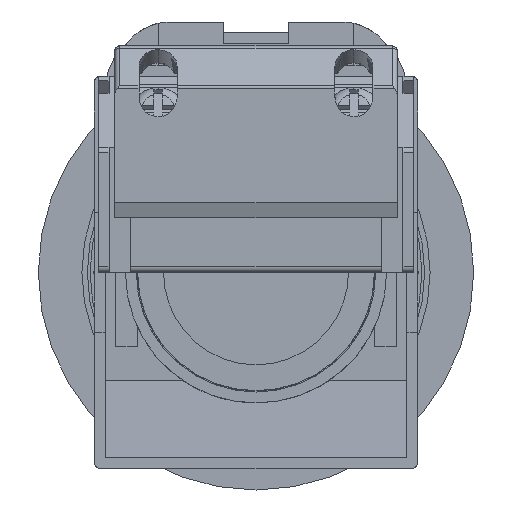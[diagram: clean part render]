
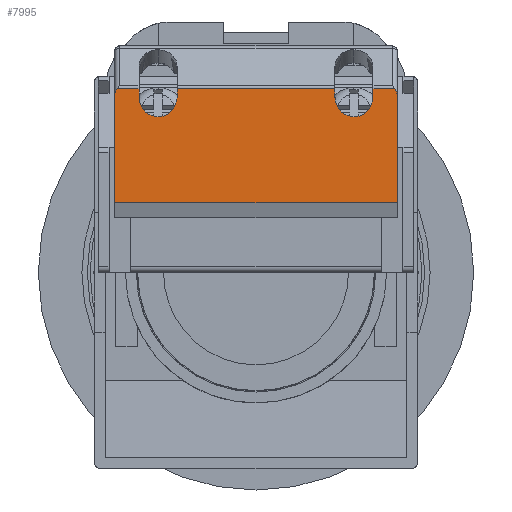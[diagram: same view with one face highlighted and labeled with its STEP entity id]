
A CAD part, front view. The second image highlights one B-rep face of the part: STEP entity #7995.
In plain terms, the highlighted planar face has unit normal (0, -1, 0).
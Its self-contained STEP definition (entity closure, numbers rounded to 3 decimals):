
#28 = CARTESIAN_POINT ( 'NONE',  ( 7.25, -41.5, 6.374 ) ) ;
#41 = LINE ( 'NONE', #3473, #8085 ) ;
#295 = VERTEX_POINT ( 'NONE', #5464 ) ;
#328 = EDGE_CURVE ( 'NONE', #3269, #5474, #9232, .T. ) ;
#345 = VERTEX_POINT ( 'NONE', #847 ) ;
#387 = LINE ( 'NONE', #5020, #8167 ) ;
#414 = CARTESIAN_POINT ( 'NONE',  ( 13., -41.5, 16.86 ) ) ;
#506 = ORIENTED_EDGE ( 'NONE', *, *, #8784, .F. ) ;
#618 = DIRECTION ( 'NONE',  ( 0., 0., 1. ) ) ;
#797 = CARTESIAN_POINT ( 'NONE',  ( 7.25, -41.5, 16.86 ) ) ;
#847 = CARTESIAN_POINT ( 'NONE',  ( -10.75, -41.5, 16.185 ) ) ;
#875 = VERTEX_POINT ( 'NONE', #5515 ) ;
#903 = CARTESIAN_POINT ( 'NONE',  ( 7.25, -41.5, 16.185 ) ) ;
#946 = VERTEX_POINT ( 'NONE', #8713 ) ;
#1001 = CARTESIAN_POINT ( 'NONE',  ( 13., -41.5, 16.86 ) ) ;
#1049 = ORIENTED_EDGE ( 'NONE', *, *, #9238, .T. ) ;
#1214 = CARTESIAN_POINT ( 'NONE',  ( 13., -41.5, 16.039 ) ) ;
#1380 = LINE ( 'NONE', #3142, #5510 ) ;
#1430 = CARTESIAN_POINT ( 'NONE',  ( 13., -41.5, 6.374 ) ) ;
#1483 = EDGE_CURVE ( 'NONE', #5983, #4902, #4927, .T. ) ;
#1485 = ORIENTED_EDGE ( 'NONE', *, *, #3150, .T. ) ;
#1509 = CARTESIAN_POINT ( 'NONE',  ( -12.76, -41.5, 16.86 ) ) ;
#1624 = VECTOR ( 'NONE', #8775, 1000. ) ;
#2038 = EDGE_CURVE ( 'NONE', #3929, #5474, #7349, .T. ) ;
#2226 = CARTESIAN_POINT ( 'NONE',  ( -13., -41.5, 16.382 ) ) ;
#2371 = CARTESIAN_POINT ( 'NONE',  ( 12.76, -41.5, 16.86 ) ) ;
#2379 = ORIENTED_EDGE ( 'NONE', *, *, #6077, .T. ) ;
#2634 = VECTOR ( 'NONE', #4717, 1000. ) ;
#2695 = EDGE_CURVE ( 'NONE', #295, #3929, #41, .T. ) ;
#3142 = CARTESIAN_POINT ( 'NONE',  ( 13., -41.5, 16.86 ) ) ;
#3150 = EDGE_CURVE ( 'NONE', #5983, #4784, #7829, .T. ) ;
#3269 = VERTEX_POINT ( 'NONE', #5987 ) ;
#3419 = DIRECTION ( 'NONE',  ( 0., 0., 1. ) ) ;
#3473 = CARTESIAN_POINT ( 'NONE',  ( 13., -41.5, 6.374 ) ) ;
#3603 = CARTESIAN_POINT ( 'NONE',  ( -7.25, -41.5, 16.185 ) ) ;
#3638 = ORIENTED_EDGE ( 'NONE', *, *, #9468, .F. ) ;
#3698 = PLANE ( 'NONE',  #4241 ) ;
#3826 = CARTESIAN_POINT ( 'NONE',  ( -10.75, -41.5, 16.86 ) ) ;
#3898 = ORIENTED_EDGE ( 'NONE', *, *, #2038, .F. ) ;
#3923 = CARTESIAN_POINT ( 'NONE',  ( -13., -41.5, 6.374 ) ) ;
#3929 = VERTEX_POINT ( 'NONE', #1430 ) ;
#4000 = CARTESIAN_POINT ( 'NONE',  ( 10.75, -41.5, 16.185 ) ) ;
#4093 = CARTESIAN_POINT ( 'NONE',  ( -10.75, -41.5, 6.374 ) ) ;
#4116 = ORIENTED_EDGE ( 'NONE', *, *, #7770, .F. ) ;
#4241 = AXIS2_PLACEMENT_3D ( 'NONE', #7581, #5265, #618 ) ;
#4275 = CARTESIAN_POINT ( 'NONE',  ( 13., -41.5, 16.382 ) ) ;
#4371 = EDGE_CURVE ( 'NONE', #295, #946, #5678, .T. ) ;
#4406 = VECTOR ( 'NONE', #6632, 1000. ) ;
#4701 = DIRECTION ( 'NONE',  ( 0., 0., -1. ) ) ;
#4717 = DIRECTION ( 'NONE',  ( 0., 0., -1. ) ) ;
#4784 = VERTEX_POINT ( 'NONE', #7098 ) ;
#4878 = CARTESIAN_POINT ( 'NONE',  ( 10.75, -41.5, 16.185 ) ) ;
#4902 = VERTEX_POINT ( 'NONE', #903 ) ;
#4927 = LINE ( 'NONE', #28, #2634 ) ;
#5020 = CARTESIAN_POINT ( 'NONE',  ( 10.75, -41.5, 6.374 ) ) ;
#5095 = VECTOR ( 'NONE', #4701, 1000. ) ;
#5106 = DIRECTION ( 'NONE',  ( -1., 0., 0. ) ) ;
#5226 =( BOUNDED_CURVE ( )  B_SPLINE_CURVE ( 3, ( #6694, #6660, #8254, #3603 ),
 .UNSPECIFIED., .F., .F. ) 
 B_SPLINE_CURVE_WITH_KNOTS ( ( 4, 4 ),
 ( 4.712, 7.854 ),
 .UNSPECIFIED. ) 
 CURVE ( )  GEOMETRIC_REPRESENTATION_ITEM ( )  RATIONAL_B_SPLINE_CURVE ( ( 1., 0.333, 0.333, 1. ) ) 
 REPRESENTATION_ITEM ( '' )  );
#5265 = DIRECTION ( 'NONE',  ( 0., 1., 0. ) ) ;
#5278 = VECTOR ( 'NONE', #5106, 1000. ) ;
#5299 = CARTESIAN_POINT ( 'NONE',  ( -12.76, -41.5, 16.86 ) ) ;
#5374 = EDGE_CURVE ( 'NONE', #875, #4784, #5974, .T. ) ;
#5464 = CARTESIAN_POINT ( 'NONE',  ( 13., -41.5, 16.039 ) ) ;
#5474 = VERTEX_POINT ( 'NONE', #6652 ) ;
#5496 = DIRECTION ( 'NONE',  ( -1., 0., 0. ) ) ;
#5510 = VECTOR ( 'NONE', #5496, 1000. ) ;
#5515 = CARTESIAN_POINT ( 'NONE',  ( -7.25, -41.5, 16.185 ) ) ;
#5638 = CARTESIAN_POINT ( 'NONE',  ( 7.25, -41.5, 16.185 ) ) ;
#5678 =( BOUNDED_CURVE ( )  B_SPLINE_CURVE ( 3, ( #1214, #4275, #7011, #2371 ),
 .UNSPECIFIED., .F., .F. ) 
 B_SPLINE_CURVE_WITH_KNOTS ( ( 4, 4 ),
 ( 4.712, 5.736 ),
 .UNSPECIFIED. ) 
 CURVE ( )  GEOMETRIC_REPRESENTATION_ITEM ( )  RATIONAL_B_SPLINE_CURVE ( ( 1., 0.915, 0.915, 1. ) ) 
 REPRESENTATION_ITEM ( '' )  );
#5974 = LINE ( 'NONE', #6510, #9851 ) ;
#5983 = VERTEX_POINT ( 'NONE', #797 ) ;
#5987 = CARTESIAN_POINT ( 'NONE',  ( -13., -41.5, 16.039 ) ) ;
#6077 = EDGE_CURVE ( 'NONE', #946, #6859, #8300, .T. ) ;
#6285 = VECTOR ( 'NONE', #7182, 1000. ) ;
#6415 = CARTESIAN_POINT ( 'NONE',  ( 7.25, -41.5, 12.377 ) ) ;
#6510 = CARTESIAN_POINT ( 'NONE',  ( -7.25, -41.5, 6.374 ) ) ;
#6557 = VERTEX_POINT ( 'NONE', #3826 ) ;
#6600 =( BOUNDED_CURVE ( )  B_SPLINE_CURVE ( 3, ( #5299, #9172, #2226, #7652 ),
 .UNSPECIFIED., .F., .F. ) 
 B_SPLINE_CURVE_WITH_KNOTS ( ( 4, 4 ),
 ( 3.689, 4.712 ),
 .UNSPECIFIED. ) 
 CURVE ( )  GEOMETRIC_REPRESENTATION_ITEM ( )  RATIONAL_B_SPLINE_CURVE ( ( 1., 0.915, 0.915, 1. ) ) 
 REPRESENTATION_ITEM ( '' )  );
#6632 = DIRECTION ( 'NONE',  ( -1., 0., 0. ) ) ;
#6652 = CARTESIAN_POINT ( 'NONE',  ( -13., -41.5, 6.374 ) ) ;
#6660 = CARTESIAN_POINT ( 'NONE',  ( -10.75, -41.5, 12.377 ) ) ;
#6694 = CARTESIAN_POINT ( 'NONE',  ( -10.75, -41.5, 16.185 ) ) ;
#6859 = VERTEX_POINT ( 'NONE', #9495 ) ;
#7011 = CARTESIAN_POINT ( 'NONE',  ( 12.913, -41.5, 16.681 ) ) ;
#7070 = EDGE_CURVE ( 'NONE', #345, #875, #5226, .T. ) ;
#7098 = CARTESIAN_POINT ( 'NONE',  ( -7.25, -41.5, 16.86 ) ) ;
#7182 = DIRECTION ( 'NONE',  ( 0., 0., -1. ) ) ;
#7349 = LINE ( 'NONE', #8204, #5278 ) ;
#7366 = ORIENTED_EDGE ( 'NONE', *, *, #7551, .T. ) ;
#7551 = EDGE_CURVE ( 'NONE', #6557, #8604, #1380, .T. ) ;
#7581 = CARTESIAN_POINT ( 'NONE',  ( 13., -41.5, 6.374 ) ) ;
#7652 = CARTESIAN_POINT ( 'NONE',  ( -13., -41.5, 16.039 ) ) ;
#7770 = EDGE_CURVE ( 'NONE', #9800, #6859, #387, .T. ) ;
#7823 = ORIENTED_EDGE ( 'NONE', *, *, #7070, .F. ) ;
#7829 = LINE ( 'NONE', #1001, #1624 ) ;
#7995 = ADVANCED_FACE ( 'NONE', ( #8505 ), #3698, .F. ) ;
#8085 = VECTOR ( 'NONE', #8135, 1000. ) ;
#8135 = DIRECTION ( 'NONE',  ( 0., 0., -1. ) ) ;
#8167 = VECTOR ( 'NONE', #9684, 1000. ) ;
#8204 = CARTESIAN_POINT ( 'NONE',  ( 13., -41.5, 6.374 ) ) ;
#8254 = CARTESIAN_POINT ( 'NONE',  ( -7.25, -41.5, 12.377 ) ) ;
#8263 = ORIENTED_EDGE ( 'NONE', *, *, #1483, .F. ) ;
#8300 = LINE ( 'NONE', #414, #4406 ) ;
#8450 = ORIENTED_EDGE ( 'NONE', *, *, #328, .T. ) ;
#8505 = FACE_OUTER_BOUND ( 'NONE', #9436, .T. ) ;
#8590 = LINE ( 'NONE', #4093, #6285 ) ;
#8604 = VERTEX_POINT ( 'NONE', #1509 ) ;
#8713 = CARTESIAN_POINT ( 'NONE',  ( 12.76, -41.5, 16.86 ) ) ;
#8775 = DIRECTION ( 'NONE',  ( -1., 0., 0. ) ) ;
#8784 = EDGE_CURVE ( 'NONE', #6557, #345, #8590, .T. ) ;
#9172 = CARTESIAN_POINT ( 'NONE',  ( -12.913, -41.5, 16.681 ) ) ;
#9232 = LINE ( 'NONE', #3923, #5095 ) ;
#9238 = EDGE_CURVE ( 'NONE', #8604, #3269, #6600, .T. ) ;
#9436 = EDGE_LOOP ( 'NONE', ( #8263, #1485, #9982, #7823, #506, #7366, #1049, #8450, #3898, #9702, #9457, #2379, #4116, #3638 ) ) ;
#9457 = ORIENTED_EDGE ( 'NONE', *, *, #4371, .T. ) ;
#9468 = EDGE_CURVE ( 'NONE', #4902, #9800, #9473, .T. ) ;
#9473 =( BOUNDED_CURVE ( )  B_SPLINE_CURVE ( 3, ( #5638, #6415, #9554, #4878 ),
 .UNSPECIFIED., .F., .F. ) 
 B_SPLINE_CURVE_WITH_KNOTS ( ( 4, 4 ),
 ( 4.712, 7.854 ),
 .UNSPECIFIED. ) 
 CURVE ( )  GEOMETRIC_REPRESENTATION_ITEM ( )  RATIONAL_B_SPLINE_CURVE ( ( 1., 0.333, 0.333, 1. ) ) 
 REPRESENTATION_ITEM ( '' )  );
#9495 = CARTESIAN_POINT ( 'NONE',  ( 10.75, -41.5, 16.86 ) ) ;
#9554 = CARTESIAN_POINT ( 'NONE',  ( 10.75, -41.5, 12.377 ) ) ;
#9684 = DIRECTION ( 'NONE',  ( 0., 0., 1. ) ) ;
#9702 = ORIENTED_EDGE ( 'NONE', *, *, #2695, .F. ) ;
#9800 = VERTEX_POINT ( 'NONE', #4000 ) ;
#9851 = VECTOR ( 'NONE', #3419, 1000. ) ;
#9982 = ORIENTED_EDGE ( 'NONE', *, *, #5374, .F. ) ;
